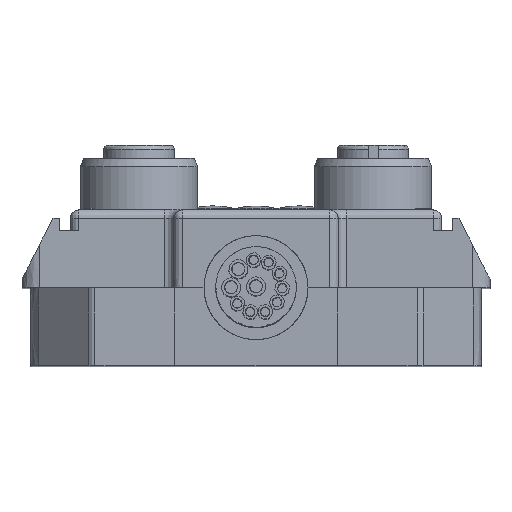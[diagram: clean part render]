
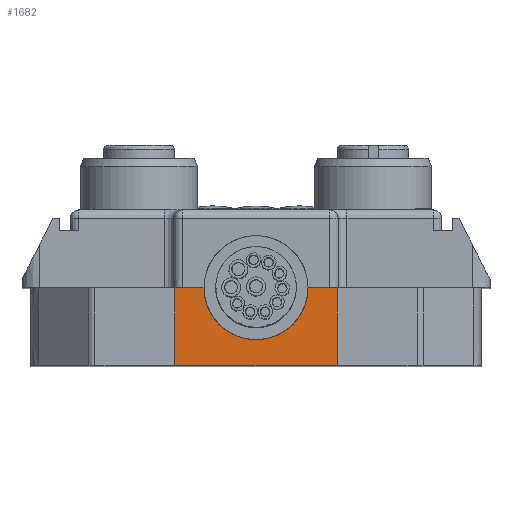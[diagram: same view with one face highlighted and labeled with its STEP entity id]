
A CAD part, top view. The second image highlights one B-rep face of the part: STEP entity #1682.
In plain terms, the highlighted free-form (B-spline) face has degree [1, 1] with [2, 2] control points.
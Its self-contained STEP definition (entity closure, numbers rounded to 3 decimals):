
#1577=CARTESIAN_POINT('',(6.,9.,-25.05));
#1578=VERTEX_POINT('',#1577);
#1584=CARTESIAN_POINT('',(8.812,9.,-25.05));
#1585=VERTEX_POINT('',#1584);
#1586=CARTESIAN_POINT('',(6.,9.,-25.05));
#1587=CARTESIAN_POINT('',(8.812,9.,-25.05));
#1588=B_SPLINE_CURVE_WITH_KNOTS('',1,(#1586,#1587),.POLYLINE_FORM.,.F.,.U.,(2,2),(0.,1.),.UNSPECIFIED.);
#1589=EDGE_CURVE('',#1578,#1585,#1588,.T.);
#1607=CARTESIAN_POINT('',(-6.,9.,-25.05));
#1608=VERTEX_POINT('',#1607);
#1615=CARTESIAN_POINT('',(-8.812,9.,-25.05));
#1616=VERTEX_POINT('',#1615);
#1624=CARTESIAN_POINT('',(-8.812,9.,-25.05));
#1625=CARTESIAN_POINT('',(-6.,9.,-25.05));
#1626=B_SPLINE_CURVE_WITH_KNOTS('',1,(#1624,#1625),.POLYLINE_FORM.,.F.,.U.,(2,2),(0.,1.),.UNSPECIFIED.);
#1627=EDGE_CURVE('',#1616,#1608,#1626,.T.);
#1632=CARTESIAN_POINT('',(25.343,34.343,-25.05));
#1633=CARTESIAN_POINT('',(25.343,-16.343,-25.05));
#1634=CARTESIAN_POINT('',(-25.343,34.343,-25.05));
#1635=CARTESIAN_POINT('',(-25.343,-16.343,-25.05));
#1636=B_SPLINE_SURFACE_WITH_KNOTS('',1,1,((#1632,#1633),(#1634,#1635)),.PLANE_SURF.,.F.,.F.,.U.,(2,2),(2,2),(0.,1.),(0.,1.),.UNSPECIFIED.);
#1637=CARTESIAN_POINT('',(6.,9.,-25.05));
#1638=CARTESIAN_POINT('',(6.,3.,-25.05));
#1639=CARTESIAN_POINT('',(0.,3.,-25.05));
#1640=CARTESIAN_POINT('',(-6.,3.,-25.05));
#1641=CARTESIAN_POINT('',(-6.,9.,-25.05));
#1642=(BOUNDED_CURVE()B_SPLINE_CURVE(2,(#1637,#1638,#1639,#1640,#1641),.CIRCULAR_ARC.,.F.,.U.)B_SPLINE_CURVE_WITH_KNOTS((3,2,3),(0.,0.5,1.),.UNSPECIFIED.)CURVE()GEOMETRIC_REPRESENTATION_ITEM()RATIONAL_B_SPLINE_CURVE((1.,0.707,1.,0.707,1.))REPRESENTATION_ITEM(''));
#1643=EDGE_CURVE('',#1578,#1608,#1642,.T.);
#1644=ORIENTED_EDGE('',*,*,#1643,.T.);
#1645=ORIENTED_EDGE('',*,*,#1627,.F.);
#1646=CARTESIAN_POINT('',(-9.4,9.,-25.05));
#1647=VERTEX_POINT('',#1646);
#1648=CARTESIAN_POINT('',(-8.812,9.,-25.05));
#1649=CARTESIAN_POINT('',(-9.4,9.,-25.05));
#1650=B_SPLINE_CURVE_WITH_KNOTS('',1,(#1648,#1649),.POLYLINE_FORM.,.F.,.U.,(2,2),(0.,1.),.UNSPECIFIED.);
#1651=EDGE_CURVE('',#1616,#1647,#1650,.T.);
#1652=ORIENTED_EDGE('',*,*,#1651,.T.);
#1653=CARTESIAN_POINT('',(-9.4,0.,-25.05));
#1654=VERTEX_POINT('',#1653);
#1655=CARTESIAN_POINT('',(-9.4,9.,-25.05));
#1656=CARTESIAN_POINT('',(-9.4,0.,-25.05));
#1657=B_SPLINE_CURVE_WITH_KNOTS('',1,(#1655,#1656),.POLYLINE_FORM.,.F.,.U.,(2,2),(0.,1.),.UNSPECIFIED.);
#1658=EDGE_CURVE('',#1647,#1654,#1657,.T.);
#1659=ORIENTED_EDGE('',*,*,#1658,.T.);
#1660=CARTESIAN_POINT('',(9.4,0.,-25.05));
#1661=VERTEX_POINT('',#1660);
#1662=CARTESIAN_POINT('',(-9.4,0.,-25.05));
#1663=CARTESIAN_POINT('',(9.4,0.,-25.05));
#1664=B_SPLINE_CURVE_WITH_KNOTS('',1,(#1662,#1663),.POLYLINE_FORM.,.F.,.U.,(2,2),(0.,1.),.UNSPECIFIED.);
#1665=EDGE_CURVE('',#1654,#1661,#1664,.T.);
#1666=ORIENTED_EDGE('',*,*,#1665,.T.);
#1667=CARTESIAN_POINT('',(9.4,9.,-25.05));
#1668=VERTEX_POINT('',#1667);
#1669=CARTESIAN_POINT('',(9.4,0.,-25.05));
#1670=CARTESIAN_POINT('',(9.4,9.,-25.05));
#1671=B_SPLINE_CURVE_WITH_KNOTS('',1,(#1669,#1670),.POLYLINE_FORM.,.F.,.U.,(2,2),(0.,1.),.UNSPECIFIED.);
#1672=EDGE_CURVE('',#1661,#1668,#1671,.T.);
#1673=ORIENTED_EDGE('',*,*,#1672,.T.);
#1674=CARTESIAN_POINT('',(9.4,9.,-25.05));
#1675=CARTESIAN_POINT('',(8.812,9.,-25.05));
#1676=B_SPLINE_CURVE_WITH_KNOTS('',1,(#1674,#1675),.POLYLINE_FORM.,.F.,.U.,(2,2),(0.,1.),.UNSPECIFIED.);
#1677=EDGE_CURVE('',#1668,#1585,#1676,.T.);
#1678=ORIENTED_EDGE('',*,*,#1677,.T.);
#1679=ORIENTED_EDGE('',*,*,#1589,.F.);
#1680=EDGE_LOOP('',(#1644,#1645,#1652,#1659,#1666,#1673,#1678,#1679));
#1681=FACE_OUTER_BOUND('',#1680,.T.);
#1682=ADVANCED_FACE('',(#1681),#1636,.T.);
